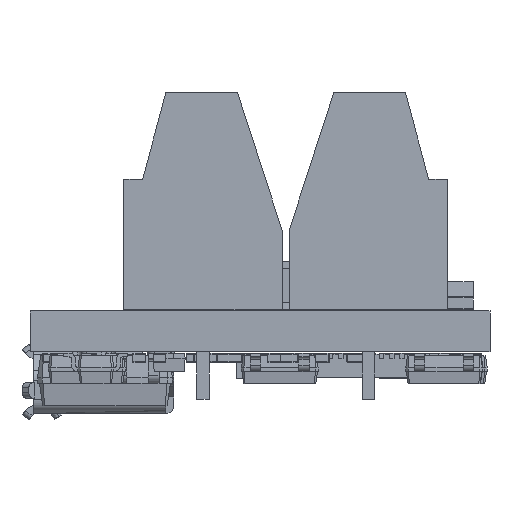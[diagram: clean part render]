
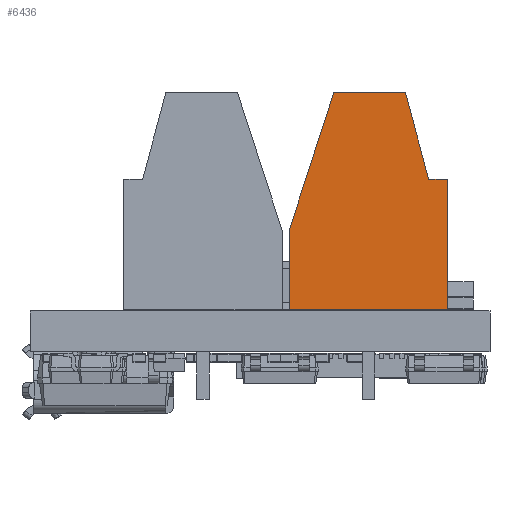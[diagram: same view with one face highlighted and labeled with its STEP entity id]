
A CAD part, front view. The second image highlights one B-rep face of the part: STEP entity #6436.
In plain terms, the highlighted face is planar.
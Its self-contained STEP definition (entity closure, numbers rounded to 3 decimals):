
#1892=CARTESIAN_POINT('Vertex',(-1.5,1.35,8.5)) ;
#1908=CARTESIAN_POINT('Vertex',(-1.5,3.1,3.114)) ;
#1911=CARTESIAN_POINT('Line Origine',(-1.5,2.225,5.807)) ;
#2497=CARTESIAN_POINT('Vertex',(-1.5,3.1,0.)) ;
#2500=CARTESIAN_POINT('Line Origine',(-1.5,3.1,1.557)) ;
#6262=CARTESIAN_POINT('Line Origine',(-1.5,0.,0.)) ;
#6266=CARTESIAN_POINT('Vertex',(-1.5,-3.1,0.)) ;
#6321=CARTESIAN_POINT('Vertex',(-1.5,-3.1,5.1)) ;
#6324=CARTESIAN_POINT('Line Origine',(-1.5,-3.1,2.55)) ;
#6372=CARTESIAN_POINT('Line Origine',(-1.5,-2.73,5.1)) ;
#6376=CARTESIAN_POINT('Vertex',(-1.5,-2.36,5.1)) ;
#6397=CARTESIAN_POINT('Line Origine',(-1.5,-1.905,6.8)) ;
#6401=CARTESIAN_POINT('Vertex',(-1.5,-1.45,8.5)) ;
#6417=CARTESIAN_POINT('Axis2P3D Location',(-1.5,0.,4.25)) ;
#6422=CARTESIAN_POINT('Line Origine',(-1.5,-0.05,8.5)) ;
#1913=VECTOR('Line Direction',#1912,1.) ;
#2502=VECTOR('Line Direction',#2501,1.) ;
#6264=VECTOR('Line Direction',#6263,1.) ;
#6326=VECTOR('Line Direction',#6325,1.) ;
#6374=VECTOR('Line Direction',#6373,1.) ;
#6399=VECTOR('Line Direction',#6398,1.) ;
#6424=VECTOR('Line Direction',#6423,1.) ;
#1912=DIRECTION('Vector Direction',(0.,0.309,-0.951)) ;
#2501=DIRECTION('Vector Direction',(0.,0.,1.)) ;
#6263=DIRECTION('Vector Direction',(0.,1.,0.)) ;
#6325=DIRECTION('Vector Direction',(0.,0.,-1.)) ;
#6373=DIRECTION('Vector Direction',(0.,-1.,0.)) ;
#6398=DIRECTION('Vector Direction',(0.,-0.259,-0.966)) ;
#6418=DIRECTION('Axis2P3D Direction',(1.,0.,-0.)) ;
#6419=DIRECTION('Axis2P3D XDirection',(0.,0.,1.)) ;
#6423=DIRECTION('Vector Direction',(0.,-1.,0.)) ;
#6420=AXIS2_PLACEMENT_3D('Plane Axis2P3D',#6417,#6418,#6419) ;
#1914=LINE('Line',#1911,#1913) ;
#2503=LINE('Line',#2500,#2502) ;
#6265=LINE('Line',#6262,#6264) ;
#6327=LINE('Line',#6324,#6326) ;
#6375=LINE('Line',#6372,#6374) ;
#6400=LINE('Line',#6397,#6399) ;
#6425=LINE('Line',#6422,#6424) ;
#6421=PLANE('',#6420) ;
#1915=EDGE_CURVE('',#1893,#1909,#1914,.T.) ;
#2504=EDGE_CURVE('',#2498,#1909,#2503,.T.) ;
#6268=EDGE_CURVE('',#6267,#2498,#6265,.T.) ;
#6328=EDGE_CURVE('',#6322,#6267,#6327,.T.) ;
#6378=EDGE_CURVE('',#6377,#6322,#6375,.T.) ;
#6403=EDGE_CURVE('',#6402,#6377,#6400,.T.) ;
#6426=EDGE_CURVE('',#1893,#6402,#6425,.T.) ;
#6428=ORIENTED_EDGE('',*,*,#6403,.F.) ;
#6429=ORIENTED_EDGE('',*,*,#6426,.F.) ;
#6430=ORIENTED_EDGE('',*,*,#1915,.T.) ;
#6431=ORIENTED_EDGE('',*,*,#2504,.F.) ;
#6432=ORIENTED_EDGE('',*,*,#6268,.F.) ;
#6433=ORIENTED_EDGE('',*,*,#6328,.F.) ;
#6434=ORIENTED_EDGE('',*,*,#6378,.F.) ;
#6427=EDGE_LOOP('',(#6428,#6429,#6430,#6431,#6432,#6433,#6434)) ;
#1893=VERTEX_POINT('',#1892) ;
#1909=VERTEX_POINT('',#1908) ;
#2498=VERTEX_POINT('',#2497) ;
#6267=VERTEX_POINT('',#6266) ;
#6322=VERTEX_POINT('',#6321) ;
#6377=VERTEX_POINT('',#6376) ;
#6402=VERTEX_POINT('',#6401) ;
#6436=ADVANCED_FACE('MANIFOLD_SOLID_BREP #1891',(#6435),#6421,.F.) ;
#6435=FACE_OUTER_BOUND('',#6427,.T.) ;
